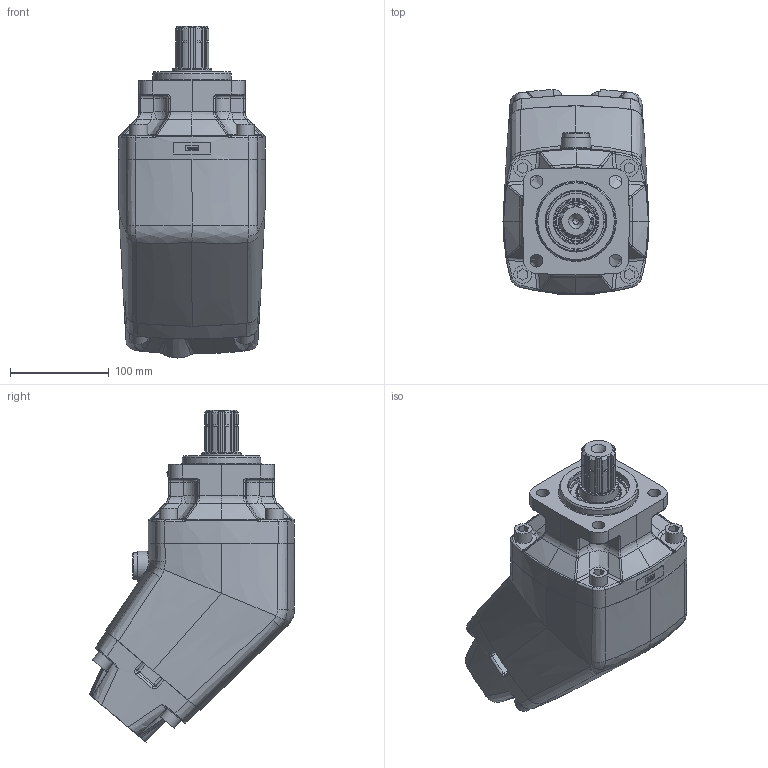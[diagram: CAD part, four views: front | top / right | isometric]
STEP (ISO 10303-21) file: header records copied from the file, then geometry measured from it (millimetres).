
FILE_DESCRIPTION(/* description */ (''),/* implementation_level */ '2;1');
FILE_NAME(/* name */ 'wpoaiey5.stp',/* time_stamp */ '2019-01-07T13:52:18+00:00',/* author */ ('InventorETOServices'),/* organization */ (''),/* preprocessor_version */ 'ST-DEVELOPER v17.2',/* originating_system */ 'Autodesk Inventor 2019',/* authorisation */ '');
FILE_SCHEMA (('AUTOMOTIVE_DESIGN { 1 0 10303 214 3 1 1 }'));
Products named in the file (3): Intent; F2.D0C79ACDA65919F0874D25F16423B682; 3786956.38064109F958EBF191EDA40A35E40B6C
Assembly tree (2 placements, depth 3):
  Intent
    F2.D0C79ACDA65919F0874D25F16423B682
      3786956.38064109F958EBF191EDA40A35E40B6C
Bounding box: 148 x 208.15 x 336.54 mm (x, y, z)
Volume: 4696617.4 mm3; surface area: 205987.4 mm2
Topology: 1 solids, 1 shells, 961 faces, 2517 edges, 1597 vertices
Faces by surface type: plane 391, bspline 274, cylinder 173, torus 68, cone 44, sphere 11
Full cylindrical faces by diameter (mm): 6.3 x1, 6.5 x2, 9 x2, 10 x1, 13 x4, 18 x9, 20 x4, 24.117 x2, 26.9 x1, 30 x1, 35 x1, 40 x1, 41.89 x1, 44 x1, 45 x2, 57 x1, 62 x1, 80 x1
Entity records: 43095 total; most frequent: CARTESIAN_POINT 19865, ORIENTED_EDGE 5030, DIRECTION 4156, EDGE_CURVE 2515, VERTEX_POINT 1597, AXIS2_PLACEMENT_3D 1551, LINE 1054, VECTOR 1054
